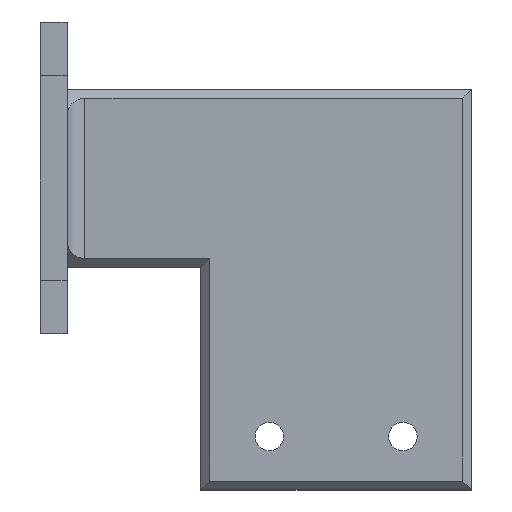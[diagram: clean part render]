
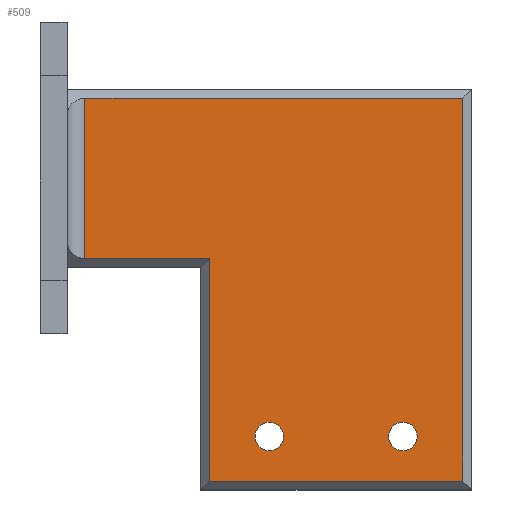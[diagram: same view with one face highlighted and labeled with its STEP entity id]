
A CAD part, top view. The second image highlights one B-rep face of the part: STEP entity #509.
In plain terms, the highlighted planar face has unit normal (0, 0, 1).
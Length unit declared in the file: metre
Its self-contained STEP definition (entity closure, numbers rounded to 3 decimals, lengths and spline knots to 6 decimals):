
#19=CIRCLE('',#551,0.0016);
#20=CIRCLE('',#552,0.0016);
#31=ORIENTED_EDGE('',*,*,#171,.T.);
#32=ORIENTED_EDGE('',*,*,#172,.T.);
#33=ORIENTED_EDGE('',*,*,#173,.T.);
#34=ORIENTED_EDGE('',*,*,#174,.T.);
#35=ORIENTED_EDGE('',*,*,#175,.T.);
#36=ORIENTED_EDGE('',*,*,#176,.T.);
#37=ORIENTED_EDGE('',*,*,#177,.F.);
#38=ORIENTED_EDGE('',*,*,#178,.T.);
#171=EDGE_CURVE('',#241,#242,#289,.T.);
#172=EDGE_CURVE('',#242,#243,#290,.F.);
#173=EDGE_CURVE('',#243,#244,#291,.T.);
#174=EDGE_CURVE('',#244,#245,#292,.T.);
#175=EDGE_CURVE('',#245,#246,#293,.T.);
#176=EDGE_CURVE('',#246,#241,#294,.T.);
#177=EDGE_CURVE('',#247,#247,#19,.T.);
#178=EDGE_CURVE('',#248,#248,#20,.T.);
#241=VERTEX_POINT('',#737);
#242=VERTEX_POINT('',#738);
#243=VERTEX_POINT('',#740);
#244=VERTEX_POINT('',#742);
#245=VERTEX_POINT('',#744);
#246=VERTEX_POINT('',#746);
#247=VERTEX_POINT('',#749);
#248=VERTEX_POINT('',#751);
#289=LINE('',#736,#349);
#290=LINE('',#739,#350);
#291=LINE('',#741,#351);
#292=LINE('',#743,#352);
#293=LINE('',#745,#353);
#294=LINE('',#747,#354);
#349=VECTOR('',#597,1.);
#350=VECTOR('',#598,1.);
#351=VECTOR('',#599,1.);
#352=VECTOR('',#600,1.);
#353=VECTOR('',#601,1.);
#354=VECTOR('',#602,1.);
#406=EDGE_LOOP('',(#31,#32,#33,#34,#35,#36));
#407=EDGE_LOOP('',(#37));
#408=EDGE_LOOP('',(#38));
#446=FACE_BOUND('',#406,.T.);
#447=FACE_BOUND('',#407,.T.);
#448=FACE_BOUND('',#408,.T.);
#486=PLANE('',#550);
#509=ADVANCED_FACE('',(#446,#447,#448),#486,.T.);
#550=AXIS2_PLACEMENT_3D('',#735,#595,#596);
#551=AXIS2_PLACEMENT_3D('',#748,#603,#604);
#552=AXIS2_PLACEMENT_3D('',#750,#605,#606);
#595=DIRECTION('',(0.,0.,1.));
#596=DIRECTION('',(1.,0.,0.));
#597=DIRECTION('',(-1.,0.,0.));
#598=DIRECTION('',(0.,1.,0.));
#599=DIRECTION('',(1.,0.,0.));
#600=DIRECTION('',(0.,-1.,0.));
#601=DIRECTION('',(1.,0.,0.));
#602=DIRECTION('',(0.,1.,0.));
#603=DIRECTION('',(0.,0.,1.));
#604=DIRECTION('',(1.,0.,0.));
#605=DIRECTION('',(0.,0.,-1.));
#606=DIRECTION('',(1.,0.,0.));
#735=CARTESIAN_POINT('',(0.,0.,0.003));
#736=CARTESIAN_POINT('',(-0.045426,0.009,0.003));
#737=CARTESIAN_POINT('',(-0.001,0.009,0.003));
#738=CARTESIAN_POINT('',(-0.043426,0.009,0.003));
#739=CARTESIAN_POINT('',(-0.043426,0.,0.003));
#740=CARTESIAN_POINT('',(-0.043426,-0.009,0.003));
#741=CARTESIAN_POINT('',(0.,-0.009,0.003));
#742=CARTESIAN_POINT('',(-0.029426,-0.009,0.003));
#743=CARTESIAN_POINT('',(-0.029426,-0.035,0.003));
#744=CARTESIAN_POINT('',(-0.029426,-0.034,0.003));
#745=CARTESIAN_POINT('',(0.,-0.034,0.003));
#746=CARTESIAN_POINT('',(-0.001,-0.034,0.003));
#747=CARTESIAN_POINT('',(-0.001,0.01,0.003));
#748=CARTESIAN_POINT('',(-0.007713,-0.029,0.003));
#749=CARTESIAN_POINT('',(-0.006113,-0.029,0.003));
#750=CARTESIAN_POINT('',(-0.022713,-0.029,0.003));
#751=CARTESIAN_POINT('',(-0.021113,-0.029,0.003));
